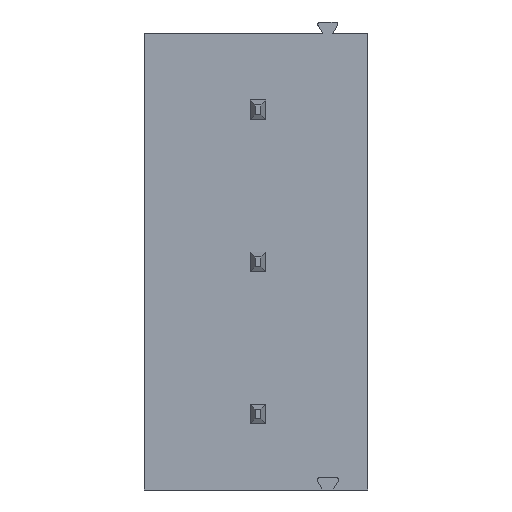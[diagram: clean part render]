
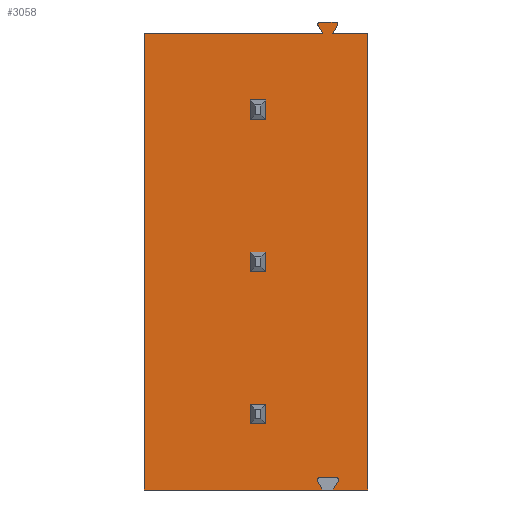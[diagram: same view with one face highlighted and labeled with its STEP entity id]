
A CAD part, front view. The second image highlights one B-rep face of the part: STEP entity #3058.
In plain terms, the highlighted planar face has unit normal (0, -1, 0).
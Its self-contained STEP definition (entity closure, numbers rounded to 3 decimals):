
#22=DIRECTION('',(1.,0.,0.));
#23=VECTOR('',#22,8.935);
#24=CARTESIAN_POINT('',(-5.6,-9.,-19.05));
#25=LINE('',#24,#23);
#38=DIRECTION('',(1.,0.,0.));
#39=VECTOR('',#38,1.735);
#40=CARTESIAN_POINT('',(3.865,-9.,-19.05));
#41=LINE('',#40,#39);
#801=DIRECTION('',(0.,0.,1.));
#802=VECTOR('',#801,22.86);
#803=CARTESIAN_POINT('',(5.6,-9.,-19.05));
#804=LINE('',#803,#802);
#853=DIRECTION('',(0.5,0.,-0.866));
#854=VECTOR('',#853,0.502);
#855=CARTESIAN_POINT('',(3.084,-9.,-18.615));
#856=LINE('',#855,#854);
#857=DIRECTION('',(0.,0.,1.));
#858=VECTOR('',#857,22.86);
#859=CARTESIAN_POINT('',(-5.6,-9.,-19.05));
#860=LINE('',#859,#858);
#861=DIRECTION('',(0.5,0.,-0.866));
#862=VECTOR('',#861,0.468);
#863=CARTESIAN_POINT('',(3.116,-9.,4.215));
#864=LINE('',#863,#862);
#865=CARTESIAN_POINT('',(3.229,-9.,4.28));
#866=DIRECTION('',(0.,-1.,0.));
#867=DIRECTION('',(0.,0.,1.));
#868=AXIS2_PLACEMENT_3D('',#865,#866,#867);
#870=DIRECTION('',(-1.,0.,0.));
#871=VECTOR('',#870,0.742);
#872=CARTESIAN_POINT('',(3.971,-9.,4.41));
#873=LINE('',#872,#871);
#874=CARTESIAN_POINT('',(3.971,-9.,4.28));
#875=DIRECTION('',(0.,-1.,0.));
#876=DIRECTION('',(0.866,0.,-0.5));
#877=AXIS2_PLACEMENT_3D('',#874,#875,#876);
#879=DIRECTION('',(0.5,0.,0.866));
#880=VECTOR('',#879,0.468);
#881=CARTESIAN_POINT('',(3.85,-9.,3.81));
#882=LINE('',#881,#880);
#883=DIRECTION('',(0.5,0.,0.866));
#884=VECTOR('',#883,0.502);
#885=CARTESIAN_POINT('',(3.865,-9.,-19.05));
#886=LINE('',#885,#884);
#887=CARTESIAN_POINT('',(4.004,-9.,-18.55));
#888=DIRECTION('',(0.,-1.,0.));
#889=DIRECTION('',(0.866,0.,-0.5));
#890=AXIS2_PLACEMENT_3D('',#887,#888,#889);
#892=DIRECTION('',(-1.,0.,0.));
#893=VECTOR('',#892,0.807);
#894=CARTESIAN_POINT('',(4.004,-9.,-18.42));
#895=LINE('',#894,#893);
#896=CARTESIAN_POINT('',(3.196,-9.,-18.55));
#897=DIRECTION('',(0.,-1.,0.));
#898=DIRECTION('',(0.,0.,1.));
#899=AXIS2_PLACEMENT_3D('',#896,#897,#898);
#901=DIRECTION('',(-1.,0.,0.));
#902=VECTOR('',#901,0.8);
#903=CARTESIAN_POINT('',(0.5,-9.,0.5));
#904=LINE('',#903,#902);
#905=DIRECTION('',(0.,0.,-1.));
#906=VECTOR('',#905,1.);
#907=CARTESIAN_POINT('',(-0.3,-9.,0.5));
#908=LINE('',#907,#906);
#909=DIRECTION('',(-1.,0.,0.));
#910=VECTOR('',#909,0.8);
#911=CARTESIAN_POINT('',(0.5,-9.,-0.5));
#912=LINE('',#911,#910);
#913=DIRECTION('',(0.,0.,-1.));
#914=VECTOR('',#913,1.);
#915=CARTESIAN_POINT('',(0.5,-9.,0.5));
#916=LINE('',#915,#914);
#917=DIRECTION('',(-1.,0.,0.));
#918=VECTOR('',#917,0.8);
#919=CARTESIAN_POINT('',(0.5,-9.,-7.12));
#920=LINE('',#919,#918);
#921=DIRECTION('',(0.,0.,-1.));
#922=VECTOR('',#921,1.);
#923=CARTESIAN_POINT('',(-0.3,-9.,-7.12));
#924=LINE('',#923,#922);
#925=DIRECTION('',(-1.,0.,0.));
#926=VECTOR('',#925,0.8);
#927=CARTESIAN_POINT('',(0.5,-9.,-8.12));
#928=LINE('',#927,#926);
#929=DIRECTION('',(0.,0.,-1.));
#930=VECTOR('',#929,1.);
#931=CARTESIAN_POINT('',(0.5,-9.,-7.12));
#932=LINE('',#931,#930);
#933=DIRECTION('',(-1.,0.,0.));
#934=VECTOR('',#933,0.8);
#935=CARTESIAN_POINT('',(0.5,-9.,-14.74));
#936=LINE('',#935,#934);
#937=DIRECTION('',(0.,0.,-1.));
#938=VECTOR('',#937,1.);
#939=CARTESIAN_POINT('',(-0.3,-9.,-14.74));
#940=LINE('',#939,#938);
#941=DIRECTION('',(-1.,0.,0.));
#942=VECTOR('',#941,0.8);
#943=CARTESIAN_POINT('',(0.5,-9.,-15.74));
#944=LINE('',#943,#942);
#945=DIRECTION('',(0.,0.,-1.));
#946=VECTOR('',#945,1.);
#947=CARTESIAN_POINT('',(0.5,-9.,-14.74));
#948=LINE('',#947,#946);
#1003=DIRECTION('',(1.,0.,0.));
#1004=VECTOR('',#1003,8.95);
#1005=CARTESIAN_POINT('',(-5.6,-9.,3.81));
#1006=LINE('',#1005,#1004);
#1055=DIRECTION('',(1.,0.,0.));
#1056=VECTOR('',#1055,1.75);
#1057=CARTESIAN_POINT('',(3.85,-9.,3.81));
#1058=LINE('',#1057,#1056);
#1509=CARTESIAN_POINT('',(5.6,-9.,-19.05));
#1511=VERTEX_POINT('',#1509);
#1517=CARTESIAN_POINT('',(5.6,-9.,3.81));
#1519=VERTEX_POINT('',#1517);
#1525=CARTESIAN_POINT('',(-5.6,-9.,-19.05));
#1526=CARTESIAN_POINT('',(-5.6,-9.,3.81));
#1527=VERTEX_POINT('',#1525);
#1528=VERTEX_POINT('',#1526);
#1529=CARTESIAN_POINT('',(3.971,-9.,4.41));
#1530=CARTESIAN_POINT('',(3.229,-9.,4.41));
#1531=VERTEX_POINT('',#1529);
#1532=VERTEX_POINT('',#1530);
#1533=CARTESIAN_POINT('',(3.116,-9.,4.215));
#1534=VERTEX_POINT('',#1533);
#1535=CARTESIAN_POINT('',(4.084,-9.,4.215));
#1536=VERTEX_POINT('',#1535);
#1545=CARTESIAN_POINT('',(3.35,-9.,3.81));
#1546=VERTEX_POINT('',#1545);
#1547=CARTESIAN_POINT('',(3.85,-9.,3.81));
#1548=VERTEX_POINT('',#1547);
#1561=CARTESIAN_POINT('',(3.084,-9.,-18.615));
#1562=CARTESIAN_POINT('',(3.335,-9.,-19.05));
#1563=VERTEX_POINT('',#1561);
#1564=VERTEX_POINT('',#1562);
#1565=CARTESIAN_POINT('',(3.865,-9.,-19.05));
#1566=CARTESIAN_POINT('',(4.116,-9.,-18.615));
#1567=VERTEX_POINT('',#1565);
#1568=VERTEX_POINT('',#1566);
#1569=CARTESIAN_POINT('',(4.004,-9.,-18.42));
#1570=VERTEX_POINT('',#1569);
#1571=CARTESIAN_POINT('',(3.196,-9.,-18.42));
#1572=VERTEX_POINT('',#1571);
#1593=CARTESIAN_POINT('',(0.5,-9.,0.5));
#1594=CARTESIAN_POINT('',(-0.3,-9.,0.5));
#1595=VERTEX_POINT('',#1593);
#1596=VERTEX_POINT('',#1594);
#1597=CARTESIAN_POINT('',(0.5,-9.,-0.5));
#1598=CARTESIAN_POINT('',(-0.3,-9.,-0.5));
#1599=VERTEX_POINT('',#1597);
#1600=VERTEX_POINT('',#1598);
#1685=CARTESIAN_POINT('',(0.5,-9.,-7.12));
#1686=CARTESIAN_POINT('',(-0.3,-9.,-7.12));
#1687=VERTEX_POINT('',#1685);
#1688=VERTEX_POINT('',#1686);
#1689=CARTESIAN_POINT('',(0.5,-9.,-8.12));
#1690=CARTESIAN_POINT('',(-0.3,-9.,-8.12));
#1691=VERTEX_POINT('',#1689);
#1692=VERTEX_POINT('',#1690);
#1865=CARTESIAN_POINT('',(0.5,-9.,-14.74));
#1866=CARTESIAN_POINT('',(-0.3,-9.,-14.74));
#1867=VERTEX_POINT('',#1865);
#1868=VERTEX_POINT('',#1866);
#1869=CARTESIAN_POINT('',(0.5,-9.,-15.74));
#1870=CARTESIAN_POINT('',(-0.3,-9.,-15.74));
#1871=VERTEX_POINT('',#1869);
#1872=VERTEX_POINT('',#1870);
#2992=CARTESIAN_POINT('',(-5.6,-9.,-19.05));
#2993=DIRECTION('',(0.,-1.,0.));
#2994=DIRECTION('',(1.,0.,0.));
#2995=AXIS2_PLACEMENT_3D('',#2992,#2993,#2994);
#2996=PLANE('',#2995);
#2998=ORIENTED_EDGE('',*,*,#2997,.T.);
#2999=ORIENTED_EDGE('',*,*,#1914,.F.);
#3001=ORIENTED_EDGE('',*,*,#3000,.T.);
#3003=ORIENTED_EDGE('',*,*,#3002,.T.);
#3005=ORIENTED_EDGE('',*,*,#3004,.F.);
#3007=ORIENTED_EDGE('',*,*,#3006,.F.);
#3009=ORIENTED_EDGE('',*,*,#3008,.F.);
#3011=ORIENTED_EDGE('',*,*,#3010,.F.);
#3013=ORIENTED_EDGE('',*,*,#3012,.F.);
#3015=ORIENTED_EDGE('',*,*,#3014,.T.);
#3016=ORIENTED_EDGE('',*,*,#2954,.F.);
#3017=ORIENTED_EDGE('',*,*,#1922,.F.);
#3019=ORIENTED_EDGE('',*,*,#3018,.T.);
#3021=ORIENTED_EDGE('',*,*,#3020,.T.);
#3023=ORIENTED_EDGE('',*,*,#3022,.T.);
#3025=ORIENTED_EDGE('',*,*,#3024,.T.);
#3026=EDGE_LOOP('',(#2998,#2999,#3001,#3003,#3005,#3007,#3009,#3011,#3013,#3015,
#3016,#3017,#3019,#3021,#3023,#3025));
#3027=FACE_OUTER_BOUND('',#3026,.F.);
#3029=ORIENTED_EDGE('',*,*,#3028,.T.);
#3031=ORIENTED_EDGE('',*,*,#3030,.T.);
#3033=ORIENTED_EDGE('',*,*,#3032,.F.);
#3035=ORIENTED_EDGE('',*,*,#3034,.F.);
#3036=EDGE_LOOP('',(#3029,#3031,#3033,#3035));
#3037=FACE_BOUND('',#3036,.F.);
#3039=ORIENTED_EDGE('',*,*,#3038,.T.);
#3041=ORIENTED_EDGE('',*,*,#3040,.T.);
#3043=ORIENTED_EDGE('',*,*,#3042,.F.);
#3045=ORIENTED_EDGE('',*,*,#3044,.F.);
#3046=EDGE_LOOP('',(#3039,#3041,#3043,#3045));
#3047=FACE_BOUND('',#3046,.F.);
#3049=ORIENTED_EDGE('',*,*,#3048,.T.);
#3051=ORIENTED_EDGE('',*,*,#3050,.T.);
#3053=ORIENTED_EDGE('',*,*,#3052,.F.);
#3055=ORIENTED_EDGE('',*,*,#3054,.F.);
#3056=EDGE_LOOP('',(#3049,#3051,#3053,#3055));
#3057=FACE_BOUND('',#3056,.F.);
#869=CIRCLE('',#868,0.13);
#878=CIRCLE('',#877,0.13);
#891=CIRCLE('',#890,0.13);
#900=CIRCLE('',#899,0.13);
#1914=EDGE_CURVE('',#1527,#1564,#25,.T.);
#1922=EDGE_CURVE('',#1567,#1511,#41,.T.);
#2954=EDGE_CURVE('',#1511,#1519,#804,.T.);
#2997=EDGE_CURVE('',#1563,#1564,#856,.T.);
#3000=EDGE_CURVE('',#1527,#1528,#860,.T.);
#3002=EDGE_CURVE('',#1528,#1546,#1006,.T.);
#3004=EDGE_CURVE('',#1534,#1546,#864,.T.);
#3006=EDGE_CURVE('',#1532,#1534,#869,.T.);
#3008=EDGE_CURVE('',#1531,#1532,#873,.T.);
#3010=EDGE_CURVE('',#1536,#1531,#878,.T.);
#3012=EDGE_CURVE('',#1548,#1536,#882,.T.);
#3014=EDGE_CURVE('',#1548,#1519,#1058,.T.);
#3018=EDGE_CURVE('',#1567,#1568,#886,.T.);
#3020=EDGE_CURVE('',#1568,#1570,#891,.T.);
#3022=EDGE_CURVE('',#1570,#1572,#895,.T.);
#3024=EDGE_CURVE('',#1572,#1563,#900,.T.);
#3028=EDGE_CURVE('',#1595,#1596,#904,.T.);
#3030=EDGE_CURVE('',#1596,#1600,#908,.T.);
#3032=EDGE_CURVE('',#1599,#1600,#912,.T.);
#3034=EDGE_CURVE('',#1595,#1599,#916,.T.);
#3038=EDGE_CURVE('',#1687,#1688,#920,.T.);
#3040=EDGE_CURVE('',#1688,#1692,#924,.T.);
#3042=EDGE_CURVE('',#1691,#1692,#928,.T.);
#3044=EDGE_CURVE('',#1687,#1691,#932,.T.);
#3048=EDGE_CURVE('',#1867,#1868,#936,.T.);
#3050=EDGE_CURVE('',#1868,#1872,#940,.T.);
#3052=EDGE_CURVE('',#1871,#1872,#944,.T.);
#3054=EDGE_CURVE('',#1867,#1871,#948,.T.);
#3058=ADVANCED_FACE('',(#3027,#3037,#3047,#3057),#2996,.T.);
